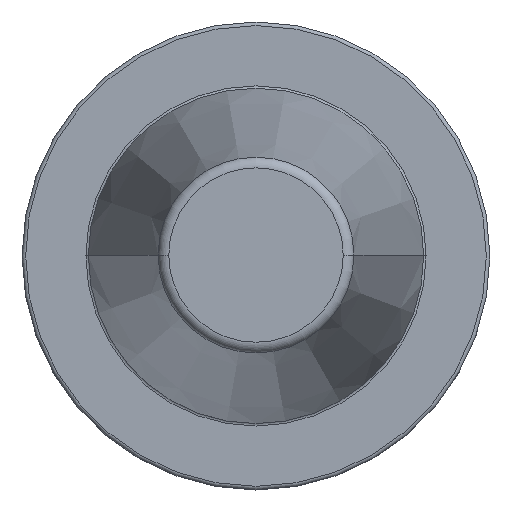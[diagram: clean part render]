
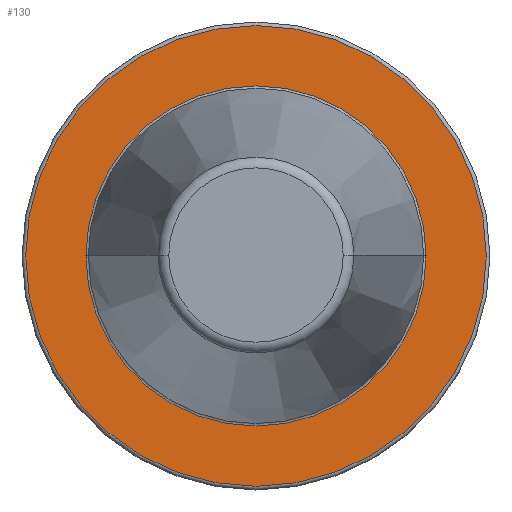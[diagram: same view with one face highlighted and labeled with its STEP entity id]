
A CAD part, top view. The second image highlights one B-rep face of the part: STEP entity #130.
In plain terms, the highlighted planar face has unit normal (0, 0, 1).
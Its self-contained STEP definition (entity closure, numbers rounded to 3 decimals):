
#64=PLANE('',#1024);
#84=FACE_BOUND('',#259,.T.);
#85=FACE_BOUND('',#260,.T.);
#130=ADVANCED_FACE('',(#84,#85),#64,.F.);
#259=EDGE_LOOP('',(#428));
#260=EDGE_LOOP('',(#429,#430));
#312=CIRCLE('',#980,35.425);
#314=CIRCLE('',#983,35.425);
#341=CIRCLE('',#1023,47.975);
#428=ORIENTED_EDGE('',*,*,#760,.T.);
#429=ORIENTED_EDGE('',*,*,#720,.T.);
#430=ORIENTED_EDGE('',*,*,#722,.T.);
#633=VERTEX_POINT('',#1394);
#636=VERTEX_POINT('',#1399);
#661=VERTEX_POINT('',#1479);
#720=EDGE_CURVE('',#633,#636,#312,.T.);
#722=EDGE_CURVE('',#636,#633,#314,.T.);
#760=EDGE_CURVE('',#661,#661,#341,.T.);
#980=AXIS2_PLACEMENT_3D('',#1400,#1115,#1116);
#983=AXIS2_PLACEMENT_3D('',#1403,#1121,#1122);
#1023=AXIS2_PLACEMENT_3D('',#1478,#1212,#1213);
#1024=AXIS2_PLACEMENT_3D('',#1480,#1214,#1215);
#1115=DIRECTION('',(0.,0.,-1.));
#1116=DIRECTION('',(-1.,0.,0.));
#1121=DIRECTION('',(0.,0.,-1.));
#1122=DIRECTION('',(-1.,0.,0.));
#1212=DIRECTION('',(0.,0.,1.));
#1213=DIRECTION('',(-1.,0.,0.));
#1214=DIRECTION('',(0.,0.,-1.));
#1215=DIRECTION('',(1.,0.,0.));
#1394=CARTESIAN_POINT('',(-35.425,0.,-3.2));
#1399=CARTESIAN_POINT('',(35.425,0.,-3.2));
#1400=CARTESIAN_POINT('',(0.,0.,-3.2));
#1403=CARTESIAN_POINT('',(0.,0.,-3.2));
#1478=CARTESIAN_POINT('',(0.,0.,-3.2));
#1479=CARTESIAN_POINT('',(-47.975,0.,-3.2));
#1480=CARTESIAN_POINT('',(0.,35.425,-3.2));
